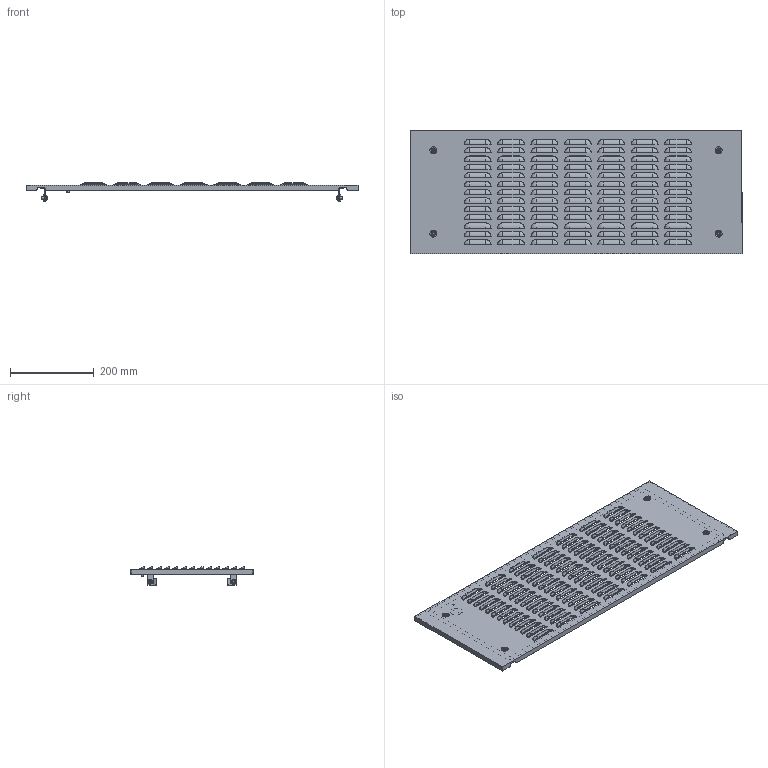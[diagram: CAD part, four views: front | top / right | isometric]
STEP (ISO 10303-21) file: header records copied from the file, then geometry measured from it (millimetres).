
FILE_DESCRIPTION (( 'STEP AP203' ), '1' );
FILE_NAME ('FO-00-PWSV-030-080 FORMAT Ôàëüø-ïàíåëü âíåøíÿÿ ãëóõàÿ 300õ800 IEK.STEP', '2025-01-20T14:13:21', ( '' ), ( '' ), 'SwSTEP 2.0', 'SolidWorks 2022', '' );
FILE_SCHEMA (( 'CONFIG_CONTROL_DESIGN' ));
Length unit declared in the file: millimetre
Products named in the file (1): FO-00-PWSV-030-080 FORMAT Фальш-панель внешняя глухая 300х800 IEK
Bounding box: 795 x 296 x 43.5 mm (x, y, z)
Volume: 655485.6 mm3; surface area: 584887.7 mm2
Topology: 1 solids, 10 shells, 2144 faces, 5436 edges, 3331 vertices
Faces by surface type: cylinder 663, plane 655, torus 400, sphere 364, cone 62
Entity records: 65789 total; most frequent: DIRECTION 12872, CARTESIAN_POINT 11158, ORIENTED_EDGE 10868, EDGE_CURVE 5434, AXIS2_PLACEMENT_3D 5325, VERTEX_POINT 3331, CIRCLE 3180, EDGE_LOOP 2379
